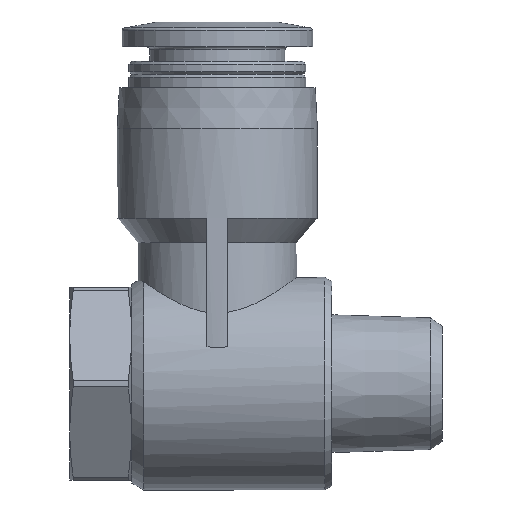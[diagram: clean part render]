
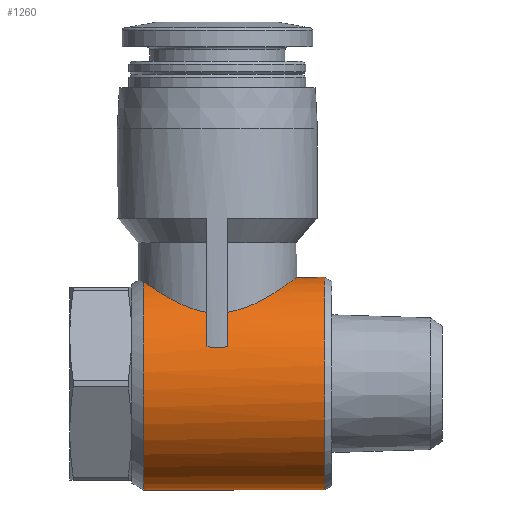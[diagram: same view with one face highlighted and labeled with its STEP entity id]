
A CAD part, left-side view. The second image highlights one B-rep face of the part: STEP entity #1260.
In plain terms, the highlighted cylindrical face has radius 7.7 mm (diameter 15.4 mm), a full revolution.
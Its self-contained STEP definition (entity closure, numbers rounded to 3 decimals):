
#105=B_SPLINE_CURVE_WITH_KNOTS('',3,(#1731,#1732,#1733,#1734,#1735),
 .UNSPECIFIED.,.F.,.F.,(4,1,4),(0.,0.003,0.006),
 .UNSPECIFIED.);
#106=B_SPLINE_CURVE_WITH_KNOTS('',3,(#1739,#1740,#1741,#1742,#1743),
 .UNSPECIFIED.,.F.,.F.,(4,1,4),(0.027,0.03,0.033),
 .UNSPECIFIED.);
#107=B_SPLINE_CURVE_WITH_KNOTS('',3,(#1747,#1748,#1749,#1750),
 .UNSPECIFIED.,.F.,.F.,(4,4),(0.,0.002),
 .UNSPECIFIED.);
#108=B_SPLINE_CURVE_WITH_KNOTS('',3,(#1754,#1755,#1756,#1757,#1758,#1759,
#1760,#1761,#1762,#1763,#1764),.UNSPECIFIED.,.F.,.F.,(4,1,1,1,1,1,1,1,4),
(0.008,0.01,0.012,0.014,
0.017,0.019,0.021,0.023,
0.025),.UNSPECIFIED.);
#109=B_SPLINE_CURVE_WITH_KNOTS('',3,(#1768,#1769,#1770,#1771),
 .UNSPECIFIED.,.F.,.F.,(4,4),(0.,0.002),
 .UNSPECIFIED.);
#143=ORIENTED_EDGE('',*,*,#373,.F.);
#144=ORIENTED_EDGE('',*,*,#374,.F.);
#145=ORIENTED_EDGE('',*,*,#375,.F.);
#146=ORIENTED_EDGE('',*,*,#376,.T.);
#147=ORIENTED_EDGE('',*,*,#377,.F.);
#148=ORIENTED_EDGE('',*,*,#378,.F.);
#149=ORIENTED_EDGE('',*,*,#379,.F.);
#150=ORIENTED_EDGE('',*,*,#380,.F.);
#151=ORIENTED_EDGE('',*,*,#381,.F.);
#152=ORIENTED_EDGE('',*,*,#382,.F.);
#153=ORIENTED_EDGE('',*,*,#383,.F.);
#373=EDGE_CURVE('',#488,#488,#568,.T.);
#374=EDGE_CURVE('',#489,#490,#569,.T.);
#375=EDGE_CURVE('',#491,#489,#105,.T.);
#376=EDGE_CURVE('',#491,#492,#570,.T.);
#377=EDGE_CURVE('',#493,#492,#106,.T.);
#378=EDGE_CURVE('',#494,#493,#571,.T.);
#379=EDGE_CURVE('',#495,#494,#107,.T.);
#380=EDGE_CURVE('',#496,#495,#572,.T.);
#381=EDGE_CURVE('',#497,#496,#108,.T.);
#382=EDGE_CURVE('',#498,#497,#573,.T.);
#383=EDGE_CURVE('',#490,#498,#109,.T.);
#488=VERTEX_POINT('',#1727);
#489=VERTEX_POINT('',#1729);
#490=VERTEX_POINT('',#1730);
#491=VERTEX_POINT('',#1736);
#492=VERTEX_POINT('',#1738);
#493=VERTEX_POINT('',#1744);
#494=VERTEX_POINT('',#1746);
#495=VERTEX_POINT('',#1751);
#496=VERTEX_POINT('',#1753);
#497=VERTEX_POINT('',#1765);
#498=VERTEX_POINT('',#1767);
#568=CIRCLE('',#1331,7.7);
#569=CIRCLE('',#1332,7.7);
#570=CIRCLE('',#1333,7.7);
#571=CIRCLE('',#1334,7.7);
#572=CIRCLE('',#1335,7.7);
#573=CIRCLE('',#1336,7.7);
#628=EDGE_LOOP('',(#143));
#629=EDGE_LOOP('',(#144,#145,#146,#147,#148,#149,#150,#151,#152,#153));
#718=FACE_BOUND('',#628,.T.);
#719=FACE_BOUND('',#629,.T.);
#807=CYLINDRICAL_SURFACE('',#1330,7.7);
#1260=ADVANCED_FACE('',(#718,#719),#807,.T.);
#1330=AXIS2_PLACEMENT_3D('',#1725,#1459,#1460);
#1331=AXIS2_PLACEMENT_3D('',#1726,#1461,#1462);
#1332=AXIS2_PLACEMENT_3D('',#1728,#1463,#1464);
#1333=AXIS2_PLACEMENT_3D('',#1737,#1465,#1466);
#1334=AXIS2_PLACEMENT_3D('',#1745,#1467,#1468);
#1335=AXIS2_PLACEMENT_3D('',#1752,#1469,#1470);
#1336=AXIS2_PLACEMENT_3D('',#1766,#1471,#1472);
#1459=DIRECTION('',(0.,-1.,0.));
#1460=DIRECTION('',(0.,0.,-1.));
#1461=DIRECTION('',(0.,-1.,0.));
#1462=DIRECTION('',(0.,0.,-1.));
#1463=DIRECTION('',(0.,-1.,0.));
#1464=DIRECTION('',(0.,0.,-1.));
#1465=DIRECTION('',(0.,-1.,0.));
#1466=DIRECTION('',(0.,0.,-1.));
#1467=DIRECTION('',(0.,-1.,0.));
#1468=DIRECTION('',(0.,0.,-1.));
#1469=DIRECTION('',(0.,1.,0.));
#1470=DIRECTION('',(0.,0.,1.));
#1471=DIRECTION('',(0.,1.,0.));
#1472=DIRECTION('',(0.,0.,1.));
#1725=CARTESIAN_POINT('',(0.,-16.3,0.));
#1726=CARTESIAN_POINT('',(0.,-7.78,0.));
#1727=CARTESIAN_POINT('',(0.,-7.78,-7.7));
#1728=CARTESIAN_POINT('',(0.,0.75,0.));
#1729=CARTESIAN_POINT('',(-5.702,0.75,5.175));
#1730=CARTESIAN_POINT('',(-7.211,0.75,2.7));
#1731=CARTESIAN_POINT('',(-2.15,5.334,7.394));
#1732=CARTESIAN_POINT('',(-3.128,4.94,7.109));
#1733=CARTESIAN_POINT('',(-4.72,3.705,6.23));
#1734=CARTESIAN_POINT('',(-5.563,1.809,5.328));
#1735=CARTESIAN_POINT('',(-5.702,0.75,5.175));
#1736=CARTESIAN_POINT('',(-2.15,5.334,7.394));
#1737=CARTESIAN_POINT('',(0.,5.334,0.));
#1738=CARTESIAN_POINT('',(2.15,5.334,7.394));
#1739=CARTESIAN_POINT('',(5.702,0.75,5.175));
#1740=CARTESIAN_POINT('',(5.562,1.812,5.329));
#1741=CARTESIAN_POINT('',(4.725,3.698,6.227));
#1742=CARTESIAN_POINT('',(3.126,4.941,7.11));
#1743=CARTESIAN_POINT('',(2.15,5.334,7.394));
#1744=CARTESIAN_POINT('',(5.702,0.75,5.175));
#1745=CARTESIAN_POINT('',(0.,0.75,0.));
#1746=CARTESIAN_POINT('',(7.211,0.75,2.7));
#1747=CARTESIAN_POINT('',(7.211,-0.75,2.7));
#1748=CARTESIAN_POINT('',(7.262,-0.26,2.564));
#1749=CARTESIAN_POINT('',(7.262,0.26,2.564));
#1750=CARTESIAN_POINT('',(7.211,0.75,2.7));
#1751=CARTESIAN_POINT('',(7.211,-0.75,2.7));
#1752=CARTESIAN_POINT('',(0.,-0.75,0.));
#1753=CARTESIAN_POINT('',(5.702,-0.75,5.175));
#1754=CARTESIAN_POINT('',(-5.702,-0.75,5.175));
#1755=CARTESIAN_POINT('',(-5.608,-1.461,5.278));
#1756=CARTESIAN_POINT('',(-5.159,-2.795,5.765));
#1757=CARTESIAN_POINT('',(-3.931,-4.352,6.697));
#1758=CARTESIAN_POINT('',(-2.179,-5.464,7.482));
#1759=CARTESIAN_POINT('',(-0.014,-5.893,7.808));
#1760=CARTESIAN_POINT('',(2.165,-5.47,7.487));
#1761=CARTESIAN_POINT('',(3.922,-4.361,6.702));
#1762=CARTESIAN_POINT('',(5.156,-2.8,5.767));
#1763=CARTESIAN_POINT('',(5.608,-1.467,5.279));
#1764=CARTESIAN_POINT('',(5.702,-0.75,5.175));
#1765=CARTESIAN_POINT('',(-5.702,-0.75,5.175));
#1766=CARTESIAN_POINT('',(0.,-0.75,0.));
#1767=CARTESIAN_POINT('',(-7.211,-0.75,2.7));
#1768=CARTESIAN_POINT('',(-7.211,0.75,2.7));
#1769=CARTESIAN_POINT('',(-7.262,0.26,2.564));
#1770=CARTESIAN_POINT('',(-7.262,-0.26,2.564));
#1771=CARTESIAN_POINT('',(-7.211,-0.75,2.7));
